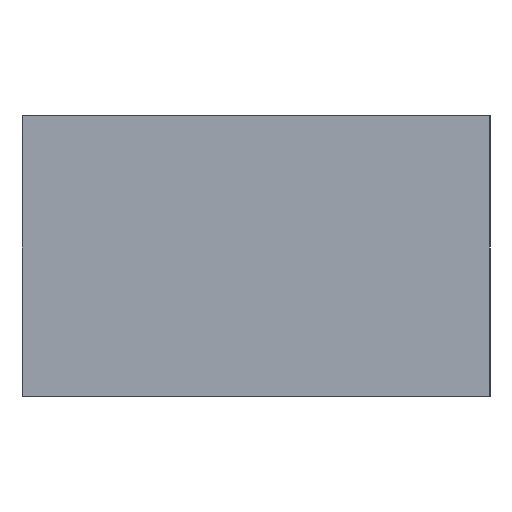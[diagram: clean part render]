
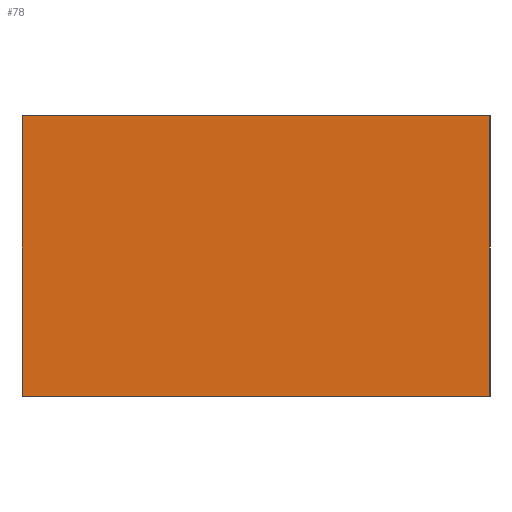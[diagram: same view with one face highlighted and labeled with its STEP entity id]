
A CAD part, left-side view. The second image highlights one B-rep face of the part: STEP entity #78.
In plain terms, the highlighted planar face has unit normal (-1, 0, 0).
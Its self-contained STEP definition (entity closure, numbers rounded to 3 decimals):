
#78 = ADVANCED_FACE( '', ( #149 ), #150, .F. );
#149 = FACE_OUTER_BOUND( '', #213, .T. );
#150 = PLANE( '', #214 );
#213 = EDGE_LOOP( '', ( #349, #350, #351, #352 ) );
#214 = AXIS2_PLACEMENT_3D( '', #353, #354, #355 );
#349 = ORIENTED_EDGE( '', *, *, #387, .F. );
#350 = ORIENTED_EDGE( '', *, *, #368, .T. );
#351 = ORIENTED_EDGE( '', *, *, #412, .T. );
#352 = ORIENTED_EDGE( '', *, *, #399, .T. );
#353 = CARTESIAN_POINT( '', ( -1.25, 1., 1.2 ) );
#354 = DIRECTION( '', ( 1., 0., 0. ) );
#355 = DIRECTION( '', ( 0., 0., -1. ) );
#368 = EDGE_CURVE( '', #418, #422, #424, .T. );
#387 = EDGE_CURVE( '', #418, #455, #456, .T. );
#399 = EDGE_CURVE( '', #473, #455, #474, .T. );
#412 = EDGE_CURVE( '', #422, #473, #488, .T. );
#418 = VERTEX_POINT( '', #494 );
#422 = VERTEX_POINT( '', #500 );
#424 = LINE( '', #503, #504 );
#455 = VERTEX_POINT( '', #549 );
#456 = LINE( '', #550, #551 );
#473 = VERTEX_POINT( '', #576 );
#474 = LINE( '', #577, #578 );
#488 = LINE( '', #599, #600 );
#494 = CARTESIAN_POINT( '', ( -1.25, -1., 1.2 ) );
#500 = CARTESIAN_POINT( '', ( -1.25, 1., 1.2 ) );
#503 = CARTESIAN_POINT( '', ( -1.25, -1., 1.2 ) );
#504 = VECTOR( '', #607, 1000. );
#549 = CARTESIAN_POINT( '', ( -1.25, -1., 0. ) );
#550 = CARTESIAN_POINT( '', ( -1.25, -1., 1.2 ) );
#551 = VECTOR( '', #622, 1000. );
#576 = CARTESIAN_POINT( '', ( -1.25, 1., 0. ) );
#577 = CARTESIAN_POINT( '', ( -1.25, 1., 0. ) );
#578 = VECTOR( '', #631, 1000. );
#599 = CARTESIAN_POINT( '', ( -1.25, 1., 1.2 ) );
#600 = VECTOR( '', #639, 1000. );
#607 = DIRECTION( '', ( 0., 1., 0. ) );
#622 = DIRECTION( '', ( 0., 0., -1. ) );
#631 = DIRECTION( '', ( 0., -1., 0. ) );
#639 = DIRECTION( '', ( 0., 0., -1. ) );
